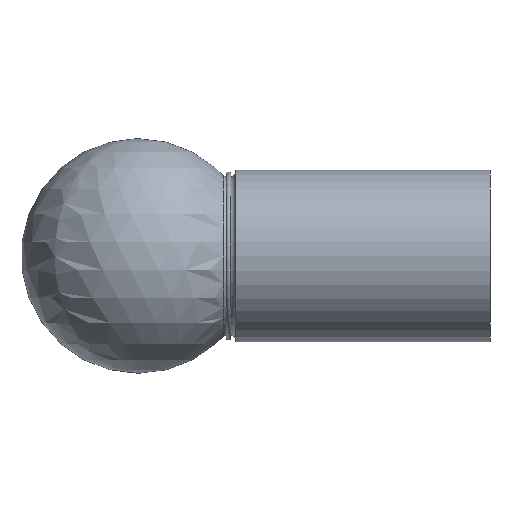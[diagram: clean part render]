
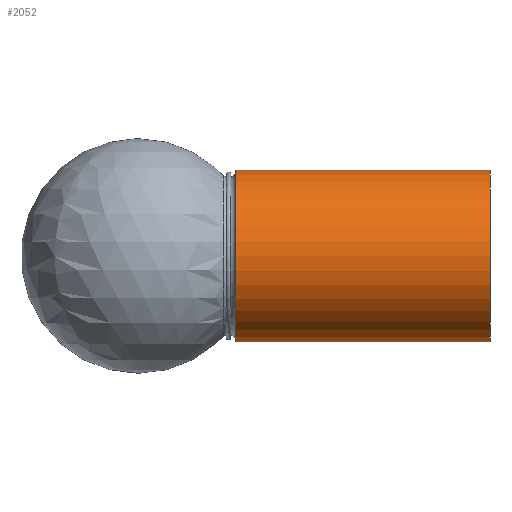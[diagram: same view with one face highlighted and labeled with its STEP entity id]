
A CAD part, left-side view. The second image highlights one B-rep face of the part: STEP entity #2052.
In plain terms, the highlighted cylindrical face has radius 11 mm (diameter 22 mm), a full revolution.
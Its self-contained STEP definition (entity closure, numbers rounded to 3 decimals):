
#39 = CARTESIAN_POINT ( 'NONE',  ( 11., -45., 0. ) ) ;
#74 = DIRECTION ( 'NONE',  ( 0., -1., 0. ) ) ;
#253 = DIRECTION ( 'NONE',  ( 1., 0., 0. ) ) ;
#457 = AXIS2_PLACEMENT_3D ( 'NONE', #529, #1399, #975 ) ;
#472 = DIRECTION ( 'NONE',  ( 1., 0., 0. ) ) ;
#529 = CARTESIAN_POINT ( 'NONE',  ( 0., -45., 0. ) ) ;
#640 = CARTESIAN_POINT ( 'NONE',  ( 11., -12.5, 0. ) ) ;
#646 = EDGE_LOOP ( 'NONE', ( #2344 ) ) ;
#721 = FACE_OUTER_BOUND ( 'NONE', #2416, .T. ) ;
#897 = DIRECTION ( 'NONE',  ( 0., -1., 0. ) ) ;
#975 = DIRECTION ( 'NONE',  ( 1., 0., 0. ) ) ;
#1007 = CIRCLE ( 'NONE', #457, 11. ) ;
#1399 = DIRECTION ( 'NONE',  ( 0., -1., 0. ) ) ;
#1444 = AXIS2_PLACEMENT_3D ( 'NONE', #2022, #897, #253 ) ;
#1462 = CIRCLE ( 'NONE', #2795, 11. ) ;
#1542 = ORIENTED_EDGE ( 'NONE', *, *, #1769, .T. ) ;
#1580 = CYLINDRICAL_SURFACE ( 'NONE', #1444, 11. ) ;
#1769 = EDGE_CURVE ( 'NONE', #2619, #2619, #1462, .T. ) ;
#2022 = CARTESIAN_POINT ( 'NONE',  ( 0., -45., 0. ) ) ;
#2052 = ADVANCED_FACE ( 'NONE', ( #721, #2411 ), #1580, .T. ) ;
#2344 = ORIENTED_EDGE ( 'NONE', *, *, #2545, .F. ) ;
#2411 = FACE_OUTER_BOUND ( 'NONE', #646, .T. ) ;
#2416 = EDGE_LOOP ( 'NONE', ( #1542 ) ) ;
#2455 = VERTEX_POINT ( 'NONE', #39 ) ;
#2545 = EDGE_CURVE ( 'NONE', #2455, #2455, #1007, .T. ) ;
#2619 = VERTEX_POINT ( 'NONE', #640 ) ;
#2687 = CARTESIAN_POINT ( 'NONE',  ( 0., -12.5, 0. ) ) ;
#2795 = AXIS2_PLACEMENT_3D ( 'NONE', #2687, #74, #472 ) ;
